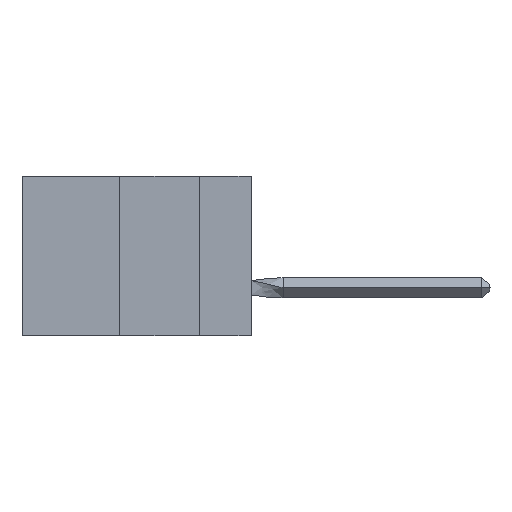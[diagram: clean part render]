
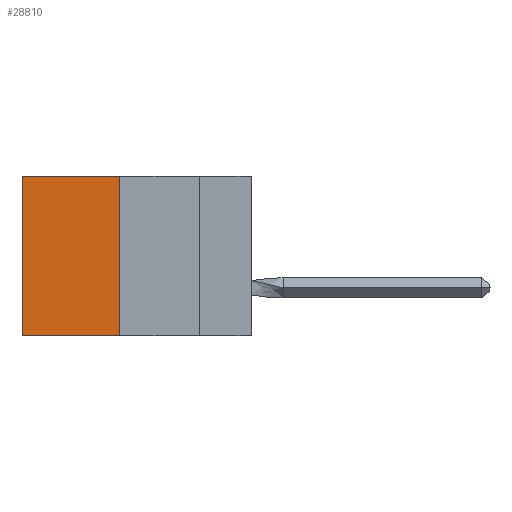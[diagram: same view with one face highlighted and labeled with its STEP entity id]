
A CAD part, left-side view. The second image highlights one B-rep face of the part: STEP entity #28810.
In plain terms, the highlighted planar face has unit normal (-1, 0, 0).
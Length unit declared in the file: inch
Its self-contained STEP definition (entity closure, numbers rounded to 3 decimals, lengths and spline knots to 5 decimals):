
#727 = EDGE_CURVE ( 'NONE', #23526, #30115, #34464, .T. ) ;
#871 = CARTESIAN_POINT ( 'NONE',  ( 0.305, 0.413, 0. ) ) ;
#4104 = DIRECTION ( 'NONE',  ( 0., 1., 0. ) ) ;
#5109 = AXIS2_PLACEMENT_3D ( 'NONE', #22876, #20134, #9299 ) ;
#5312 = LINE ( 'NONE', #23151, #23191 ) ;
#6294 = CARTESIAN_POINT ( 'NONE',  ( 0.305, 0.413, -0.5 ) ) ;
#8314 = LINE ( 'NONE', #24377, #21929 ) ;
#8826 = ORIENTED_EDGE ( 'NONE', *, *, #24592, .F. ) ;
#9299 = DIRECTION ( 'NONE',  ( 0., 0., -1. ) ) ;
#10045 = CARTESIAN_POINT ( 'NONE',  ( 0.305, 0.72, 0. ) ) ;
#13012 = EDGE_LOOP ( 'NONE', ( #20762, #8826, #30315, #16524 ) ) ;
#13246 = VECTOR ( 'NONE', #19837, 39.37008 ) ;
#13484 = CARTESIAN_POINT ( 'NONE',  ( 0.305, 0.72, -0.5 ) ) ;
#15911 = DIRECTION ( 'NONE',  ( 0., 0., -1. ) ) ;
#16524 = ORIENTED_EDGE ( 'NONE', *, *, #727, .T. ) ;
#17360 = PLANE ( 'NONE',  #5109 ) ;
#19837 = DIRECTION ( 'NONE',  ( 0., 0., -1. ) ) ;
#20096 = VERTEX_POINT ( 'NONE', #6294 ) ;
#20134 = DIRECTION ( 'NONE',  ( 1., 0., 0. ) ) ;
#20762 = ORIENTED_EDGE ( 'NONE', *, *, #26134, .T. ) ;
#21929 = VECTOR ( 'NONE', #15911, 39.37008 ) ;
#22538 = VECTOR ( 'NONE', #30143, 39.37008 ) ;
#22876 = CARTESIAN_POINT ( 'NONE',  ( 0.305, 0.413, -0.5 ) ) ;
#23151 = CARTESIAN_POINT ( 'NONE',  ( 0.305, 0.413, -0.5 ) ) ;
#23191 = VECTOR ( 'NONE', #4104, 39.37008 ) ;
#23526 = VERTEX_POINT ( 'NONE', #871 ) ;
#24067 = FACE_OUTER_BOUND ( 'NONE', #13012, .T. ) ;
#24302 = EDGE_CURVE ( 'NONE', #23526, #20096, #8314, .T. ) ;
#24377 = CARTESIAN_POINT ( 'NONE',  ( 0.305, 0.413, -0.5 ) ) ;
#24592 = EDGE_CURVE ( 'NONE', #20096, #31660, #5312, .T. ) ;
#25206 = CARTESIAN_POINT ( 'NONE',  ( 0.305, 0.72, -0.5 ) ) ;
#26134 = EDGE_CURVE ( 'NONE', #30115, #31660, #32854, .T. ) ;
#28810 = ADVANCED_FACE ( 'NONE', ( #24067 ), #17360, .F. ) ;
#30115 = VERTEX_POINT ( 'NONE', #10045 ) ;
#30143 = DIRECTION ( 'NONE',  ( 0., 1., 0. ) ) ;
#30315 = ORIENTED_EDGE ( 'NONE', *, *, #24302, .F. ) ;
#31660 = VERTEX_POINT ( 'NONE', #13484 ) ;
#32667 = CARTESIAN_POINT ( 'NONE',  ( 0.305, 0.413, 0. ) ) ;
#32854 = LINE ( 'NONE', #25206, #13246 ) ;
#34464 = LINE ( 'NONE', #32667, #22538 ) ;
